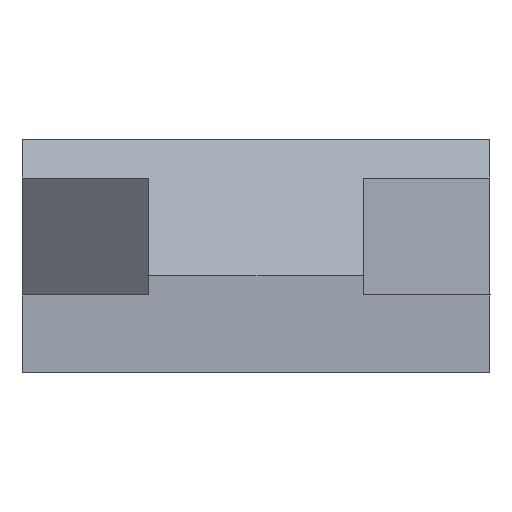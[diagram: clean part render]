
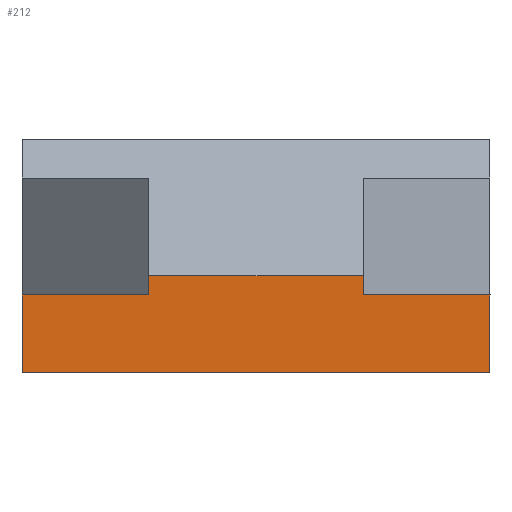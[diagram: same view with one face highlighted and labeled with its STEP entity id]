
A CAD part, left-side view. The second image highlights one B-rep face of the part: STEP entity #212.
In plain terms, the highlighted planar face has unit normal (-1, 0, 0).
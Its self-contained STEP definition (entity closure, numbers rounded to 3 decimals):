
#9 = VECTOR ( 'NONE', #850, 1000. ) ;
#18 = EDGE_CURVE ( 'NONE', #22, #86, #234, .T. ) ;
#21 = DIRECTION ( 'NONE',  ( 0., 0., 1. ) ) ;
#22 = VERTEX_POINT ( 'NONE', #607 ) ;
#34 = VERTEX_POINT ( 'NONE', #766 ) ;
#46 = DIRECTION ( 'NONE',  ( 0., 1., 0. ) ) ;
#72 = CARTESIAN_POINT ( 'NONE',  ( 0., 12., 4. ) ) ;
#81 = VECTOR ( 'NONE', #631, 1000. ) ;
#86 = VERTEX_POINT ( 'NONE', #485 ) ;
#89 = CARTESIAN_POINT ( 'NONE',  ( 0., 12., 12. ) ) ;
#93 = LINE ( 'NONE', #72, #774 ) ;
#98 = VERTEX_POINT ( 'NONE', #670 ) ;
#101 = CARTESIAN_POINT ( 'NONE',  ( 0., -12., 4. ) ) ;
#105 = DIRECTION ( 'NONE',  ( 1., 0., 0. ) ) ;
#113 = LINE ( 'NONE', #101, #140 ) ;
#140 = VECTOR ( 'NONE', #293, 1000. ) ;
#143 = ORIENTED_EDGE ( 'NONE', *, *, #239, .F. ) ;
#153 = LINE ( 'NONE', #257, #786 ) ;
#163 = EDGE_CURVE ( 'NONE', #398, #979, #959, .T. ) ;
#174 = VERTEX_POINT ( 'NONE', #428 ) ;
#212 = ADVANCED_FACE ( 'NONE', ( #250 ), #1010, .F. ) ;
#216 = LINE ( 'NONE', #538, #81 ) ;
#219 = ORIENTED_EDGE ( 'NONE', *, *, #18, .F. ) ;
#229 = VECTOR ( 'NONE', #46, 1000. ) ;
#234 = LINE ( 'NONE', #514, #1075 ) ;
#239 = EDGE_CURVE ( 'NONE', #174, #34, #113, .T. ) ;
#250 = FACE_OUTER_BOUND ( 'NONE', #584, .T. ) ;
#257 = CARTESIAN_POINT ( 'NONE',  ( 0., -12., 12. ) ) ;
#269 = DIRECTION ( 'NONE',  ( 0., 0., -1. ) ) ;
#293 = DIRECTION ( 'NONE',  ( 0., -1., 0. ) ) ;
#310 = EDGE_CURVE ( 'NONE', #174, #98, #557, .T. ) ;
#349 = EDGE_CURVE ( 'NONE', #979, #454, #216, .T. ) ;
#368 = CARTESIAN_POINT ( 'NONE',  ( 0., 12., 0. ) ) ;
#381 = VECTOR ( 'NONE', #269, 1000. ) ;
#398 = VERTEX_POINT ( 'NONE', #592 ) ;
#428 = CARTESIAN_POINT ( 'NONE',  ( 0., -5.5, 4. ) ) ;
#439 = ORIENTED_EDGE ( 'NONE', *, *, #834, .F. ) ;
#454 = VERTEX_POINT ( 'NONE', #925 ) ;
#485 = CARTESIAN_POINT ( 'NONE',  ( 0., 5.5, 5. ) ) ;
#514 = CARTESIAN_POINT ( 'NONE',  ( 0., 5.5, 4. ) ) ;
#538 = CARTESIAN_POINT ( 'NONE',  ( 0., 12., 0. ) ) ;
#557 = LINE ( 'NONE', #946, #9 ) ;
#567 = DIRECTION ( 'NONE',  ( 0., 0., -1. ) ) ;
#584 = EDGE_LOOP ( 'NONE', ( #143, #792, #1032, #219, #439, #769, #964, #891 ) ) ;
#592 = CARTESIAN_POINT ( 'NONE',  ( 0., 12., 4. ) ) ;
#606 = AXIS2_PLACEMENT_3D ( 'NONE', #89, #105, #703 ) ;
#607 = CARTESIAN_POINT ( 'NONE',  ( 0., 5.5, 4. ) ) ;
#631 = DIRECTION ( 'NONE',  ( 0., -1., 0. ) ) ;
#644 = EDGE_CURVE ( 'NONE', #34, #454, #153, .T. ) ;
#670 = CARTESIAN_POINT ( 'NONE',  ( 0., -5.5, 5. ) ) ;
#703 = DIRECTION ( 'NONE',  ( 0., 0., -1. ) ) ;
#766 = CARTESIAN_POINT ( 'NONE',  ( 0., -12., 4. ) ) ;
#769 = ORIENTED_EDGE ( 'NONE', *, *, #163, .T. ) ;
#774 = VECTOR ( 'NONE', #915, 1000. ) ;
#786 = VECTOR ( 'NONE', #567, 1000. ) ;
#792 = ORIENTED_EDGE ( 'NONE', *, *, #310, .T. ) ;
#834 = EDGE_CURVE ( 'NONE', #398, #22, #93, .T. ) ;
#850 = DIRECTION ( 'NONE',  ( 0., 0., 1. ) ) ;
#872 = CARTESIAN_POINT ( 'NONE',  ( 0., 12., 5. ) ) ;
#873 = LINE ( 'NONE', #872, #229 ) ;
#891 = ORIENTED_EDGE ( 'NONE', *, *, #644, .F. ) ;
#915 = DIRECTION ( 'NONE',  ( 0., -1., 0. ) ) ;
#925 = CARTESIAN_POINT ( 'NONE',  ( 0., -12., 0. ) ) ;
#946 = CARTESIAN_POINT ( 'NONE',  ( 0., -5.5, 4. ) ) ;
#959 = LINE ( 'NONE', #1012, #381 ) ;
#964 = ORIENTED_EDGE ( 'NONE', *, *, #349, .T. ) ;
#979 = VERTEX_POINT ( 'NONE', #368 ) ;
#1010 = PLANE ( 'NONE',  #606 ) ;
#1012 = CARTESIAN_POINT ( 'NONE',  ( 0., 12., 12. ) ) ;
#1032 = ORIENTED_EDGE ( 'NONE', *, *, #1057, .T. ) ;
#1057 = EDGE_CURVE ( 'NONE', #98, #86, #873, .T. ) ;
#1075 = VECTOR ( 'NONE', #21, 1000. ) ;
